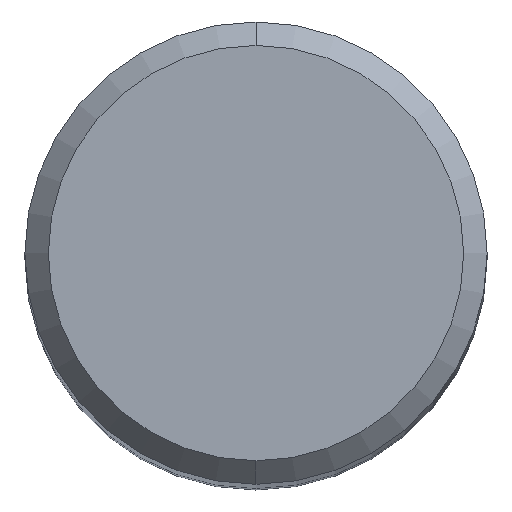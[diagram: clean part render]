
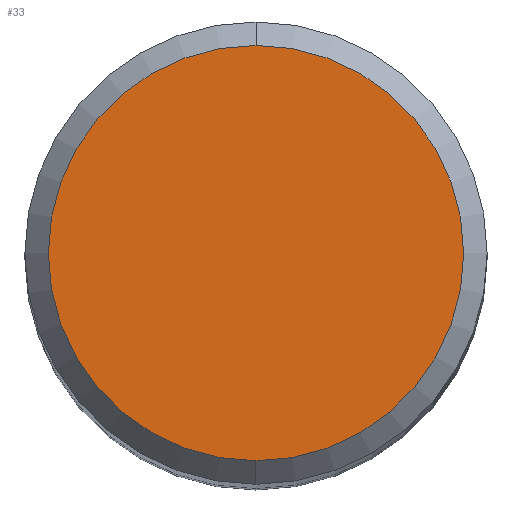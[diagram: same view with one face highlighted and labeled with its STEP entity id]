
A CAD part, top view. The second image highlights one B-rep face of the part: STEP entity #33.
In plain terms, the highlighted planar face has unit normal (0, 0, 1).
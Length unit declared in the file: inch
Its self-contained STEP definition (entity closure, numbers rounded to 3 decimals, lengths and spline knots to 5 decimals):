
#33 = ADVANCED_FACE ( 'NONE', ( #130 ), #352, .F. ) ;
#38 = CARTESIAN_POINT ( 'NONE',  ( 0., 0.17685, 0. ) ) ;
#41 = AXIS2_PLACEMENT_3D ( 'NONE', #38, #267, #170 ) ;
#47 = EDGE_LOOP ( 'NONE', ( #117, #290 ) ) ;
#52 = EDGE_CURVE ( 'NONE', #67, #98, #329, .T. ) ;
#54 = CIRCLE ( 'NONE', #332, 0.17685 ) ;
#67 = VERTEX_POINT ( 'NONE', #184 ) ;
#69 = DIRECTION ( 'NONE',  ( 0., -1., 0. ) ) ;
#98 = VERTEX_POINT ( 'NONE', #357 ) ;
#117 = ORIENTED_EDGE ( 'NONE', *, *, #52, .T. ) ;
#130 = FACE_OUTER_BOUND ( 'NONE', #47, .T. ) ;
#170 = DIRECTION ( 'NONE',  ( 0., 1., 0. ) ) ;
#184 = CARTESIAN_POINT ( 'NONE',  ( 0., 0.17685, 0. ) ) ;
#208 = CARTESIAN_POINT ( 'NONE',  ( 0., 0., 0. ) ) ;
#242 = AXIS2_PLACEMENT_3D ( 'NONE', #417, #346, #261 ) ;
#261 = DIRECTION ( 'NONE',  ( 0., -1., 0. ) ) ;
#267 = DIRECTION ( 'NONE',  ( 0., 0., -1. ) ) ;
#269 = DIRECTION ( 'NONE',  ( 0., 0., 1. ) ) ;
#290 = ORIENTED_EDGE ( 'NONE', *, *, #369, .T. ) ;
#329 = CIRCLE ( 'NONE', #242, 0.17685 ) ;
#332 = AXIS2_PLACEMENT_3D ( 'NONE', #208, #269, #69 ) ;
#346 = DIRECTION ( 'NONE',  ( 0., 0., 1. ) ) ;
#352 = PLANE ( 'NONE',  #41 ) ;
#357 = CARTESIAN_POINT ( 'NONE',  ( 0., -0.17685, 0. ) ) ;
#369 = EDGE_CURVE ( 'NONE', #98, #67, #54, .T. ) ;
#417 = CARTESIAN_POINT ( 'NONE',  ( 0., 0., 0. ) ) ;
